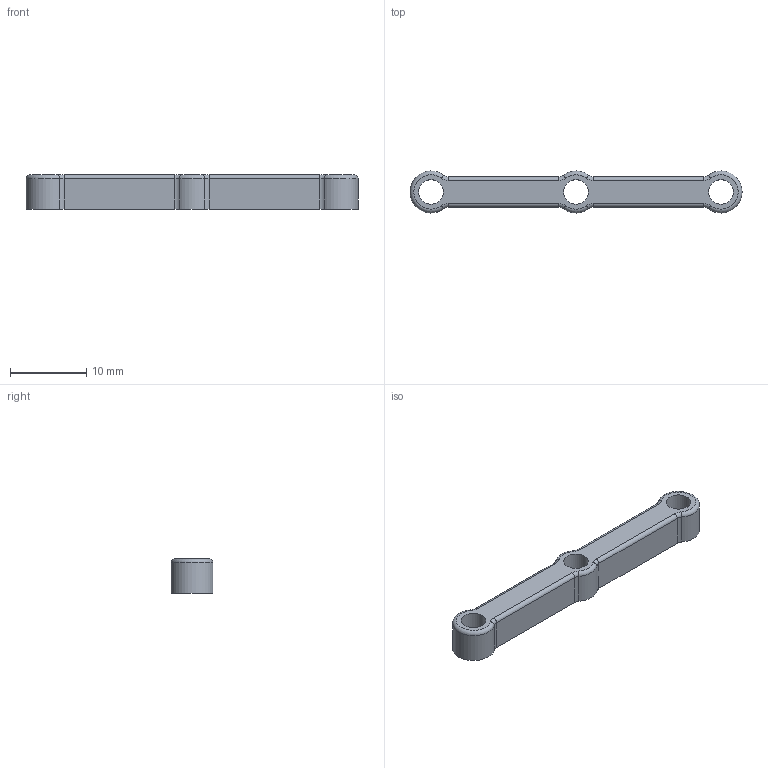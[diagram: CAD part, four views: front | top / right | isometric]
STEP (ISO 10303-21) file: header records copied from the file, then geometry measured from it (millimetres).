
FILE_DESCRIPTION(/* description */ (''),/* implementation_level */ '2;1');
FILE_NAME(/* name */ 'L298N Motor Driver_Cable_strain_relief.stp',/* time_stamp */ '2020-03-30T14:48:35+02:00',/* author */ (''),/* organization */ (''),/* preprocessor_version */ 'ST-DEVELOPER v16',/* originating_system */ 'SIEMENS PLM Software NX 11.0',/* authorisation */ '');
FILE_SCHEMA (('AUTOMOTIVE_DESIGN { 1 0 10303 214 3 1 1 1 }'));
Length unit declared in the file: millimetre
Products named in the file (1): aj0560B220zv1o
Bounding box: 43.5 x 5.5 x 4.5 mm (x, y, z)
Volume: 712.8 mm3; surface area: 860 mm2
Topology: 1 solids, 1 shells, 37 faces, 89 edges, 54 vertices
Faces by surface type: cylinder 19, torus 12, plane 6
Full cylindrical faces by diameter (mm): 3.2 x3
Entity records: 1122 total; most frequent: DIRECTION 220, CARTESIAN_POINT 178, ORIENTED_EDGE 172, AXIS2_PLACEMENT_3D 96, EDGE_CURVE 86, CIRCLE 58, VERTEX_POINT 54, EDGE_LOOP 46
